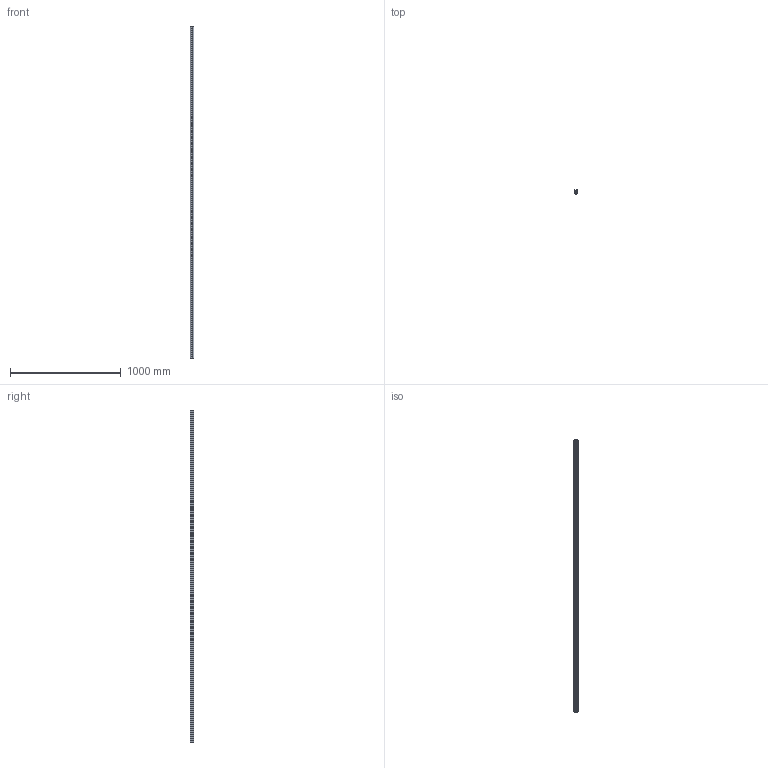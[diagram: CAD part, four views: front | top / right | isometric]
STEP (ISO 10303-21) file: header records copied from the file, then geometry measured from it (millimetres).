
FILE_DESCRIPTION (( 'STEP AP203' ), '1' );
FILE_NAME ('60365-GU-3M.step', '2022-07-21T07:42:13', ( '' ), ( '' ), 'SwSTEP 2.0', 'SolidWorks 2018', '' );
FILE_SCHEMA (( 'CONFIG_CONTROL_DESIGN' ));
Length unit declared in the file: millimetre
Products named in the file (1): 60365-GU-3M
Bounding box: 34.99 x 33.48 x 3000 mm (x, y, z)
Volume: 1081666.7 mm3; surface area: 1186852.1 mm2
Topology: 1 solids, 1 shells, 412 faces, 1152 edges, 768 vertices
Faces by surface type: plane 255, bspline 147, cylinder 10
Entity records: 20387 total; most frequent: CARTESIAN_POINT 10664, ORIENTED_EDGE 2304, DIRECTION 1410, EDGE_CURVE 1152, LINE 838, VECTOR 838, VERTEX_POINT 768, EDGE_LOOP 454
